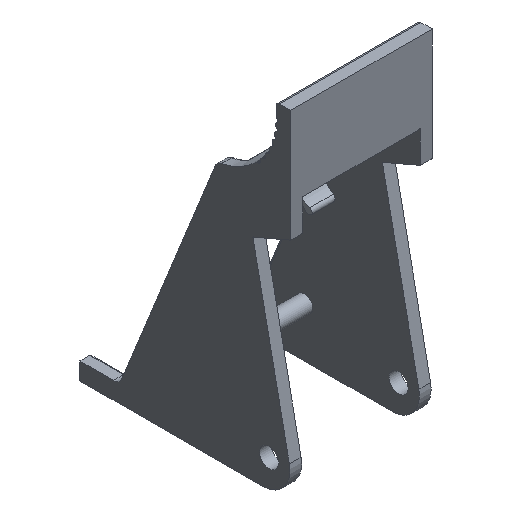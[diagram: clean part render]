
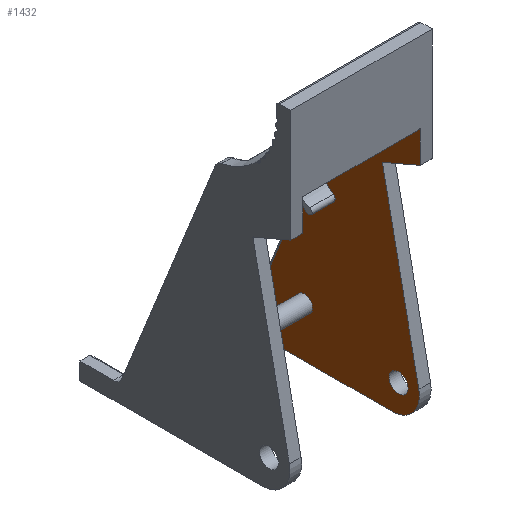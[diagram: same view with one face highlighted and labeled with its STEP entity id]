
A CAD part, isometric view. The second image highlights one B-rep face of the part: STEP entity #1432.
In plain terms, the highlighted planar face has unit normal (-1, 0, 0).
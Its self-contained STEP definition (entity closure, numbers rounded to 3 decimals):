
#26=FACE_BOUND('',#179,.T.);
#27=FACE_BOUND('',#180,.T.);
#51=PLANE('',#1599);
#97=FACE_OUTER_BOUND('',#178,.T.);
#178=EDGE_LOOP('',(#1159,#1160,#1161,#1162,#1163,#1164,#1165,#1166,#1167,
#1168,#1169,#1170,#1171,#1172));
#179=EDGE_LOOP('',(#1173));
#180=EDGE_LOOP('',(#1174));
#233=CIRCLE('',#1509,3.);
#301=CIRCLE('',#1600,0.6);
#302=CIRCLE('',#1601,7.7);
#303=CIRCLE('',#1602,0.8);
#304=CIRCLE('',#1603,1.2);
#305=CIRCLE('',#1604,0.9);
#306=CIRCLE('',#1605,1.05);
#335=LINE('',#2199,#441);
#358=LINE('',#2258,#464);
#365=LINE('',#2272,#471);
#371=LINE('',#2284,#477);
#379=LINE('',#2308,#485);
#385=LINE('',#2320,#491);
#422=LINE('',#2509,#528);
#423=LINE('',#2512,#529);
#424=LINE('',#2513,#530);
#441=VECTOR('',#1715,1.);
#464=VECTOR('',#1758,1.);
#471=VECTOR('',#1767,1.);
#477=VECTOR('',#1777,1.);
#485=VECTOR('',#1801,1.);
#491=VECTOR('',#1811,1.);
#528=VECTOR('',#2020,1.);
#529=VECTOR('',#2023,1.);
#530=VECTOR('',#2024,1.);
#564=VERTEX_POINT('',#2196);
#565=VERTEX_POINT('',#2198);
#591=VERTEX_POINT('',#2257);
#597=VERTEX_POINT('',#2271);
#601=VERTEX_POINT('',#2283);
#605=VERTEX_POINT('',#2295);
#609=VERTEX_POINT('',#2307);
#613=VERTEX_POINT('',#2319);
#675=VERTEX_POINT('',#2501);
#676=VERTEX_POINT('',#2502);
#677=VERTEX_POINT('',#2504);
#678=VERTEX_POINT('',#2506);
#679=VERTEX_POINT('',#2508);
#680=VERTEX_POINT('',#2510);
#681=VERTEX_POINT('',#2514);
#682=VERTEX_POINT('',#2516);
#715=EDGE_CURVE('',#564,#565,#335,.T.);
#742=EDGE_CURVE('',#565,#591,#358,.T.);
#749=EDGE_CURVE('',#597,#591,#365,.T.);
#755=EDGE_CURVE('',#601,#597,#371,.T.);
#761=EDGE_CURVE('',#605,#601,#233,.T.);
#767=EDGE_CURVE('',#609,#605,#379,.T.);
#773=EDGE_CURVE('',#609,#613,#385,.T.);
#874=EDGE_CURVE('',#675,#676,#301,.T.);
#875=EDGE_CURVE('',#676,#677,#302,.T.);
#876=EDGE_CURVE('',#677,#678,#303,.T.);
#877=EDGE_CURVE('',#678,#679,#422,.T.);
#878=EDGE_CURVE('',#679,#680,#304,.T.);
#879=EDGE_CURVE('',#680,#613,#423,.T.);
#880=EDGE_CURVE('',#564,#675,#424,.T.);
#881=EDGE_CURVE('',#681,#681,#305,.T.);
#882=EDGE_CURVE('',#682,#682,#306,.T.);
#1159=ORIENTED_EDGE('',*,*,#874,.T.);
#1160=ORIENTED_EDGE('',*,*,#875,.T.);
#1161=ORIENTED_EDGE('',*,*,#876,.T.);
#1162=ORIENTED_EDGE('',*,*,#877,.T.);
#1163=ORIENTED_EDGE('',*,*,#878,.T.);
#1164=ORIENTED_EDGE('',*,*,#879,.T.);
#1165=ORIENTED_EDGE('',*,*,#773,.F.);
#1166=ORIENTED_EDGE('',*,*,#767,.T.);
#1167=ORIENTED_EDGE('',*,*,#761,.T.);
#1168=ORIENTED_EDGE('',*,*,#755,.T.);
#1169=ORIENTED_EDGE('',*,*,#749,.T.);
#1170=ORIENTED_EDGE('',*,*,#742,.F.);
#1171=ORIENTED_EDGE('',*,*,#715,.F.);
#1172=ORIENTED_EDGE('',*,*,#880,.T.);
#1173=ORIENTED_EDGE('',*,*,#881,.F.);
#1174=ORIENTED_EDGE('',*,*,#882,.F.);
#1432=ADVANCED_FACE('',(#97,#26,#27),#51,.T.);
#1509=AXIS2_PLACEMENT_3D('',#2296,#1787,#1788);
#1599=AXIS2_PLACEMENT_3D('',#2500,#2012,#2013);
#1600=AXIS2_PLACEMENT_3D('',#2503,#2014,#2015);
#1601=AXIS2_PLACEMENT_3D('',#2505,#2016,#2017);
#1602=AXIS2_PLACEMENT_3D('',#2507,#2018,#2019);
#1603=AXIS2_PLACEMENT_3D('',#2511,#2021,#2022);
#1604=AXIS2_PLACEMENT_3D('',#2515,#2025,#2026);
#1605=AXIS2_PLACEMENT_3D('',#2517,#2027,#2028);
#1715=DIRECTION('',(0.,-1.,0.001));
#1758=DIRECTION('',(0.,-0.001,-1.));
#1767=DIRECTION('',(0.,-0.919,0.395));
#1777=DIRECTION('',(0.,0.2,0.98));
#1787=DIRECTION('center_axis',(-1.,0.,0.));
#1788=DIRECTION('ref_axis',(0.,0.001,1.));
#1801=DIRECTION('',(0.,-1.,0.001));
#1811=DIRECTION('',(0.,0.001,1.));
#2012=DIRECTION('center_axis',(-1.,0.,0.));
#2013=DIRECTION('ref_axis',(0.,0.001,1.));
#2014=DIRECTION('center_axis',(1.,0.,0.));
#2015=DIRECTION('ref_axis',(0.,0.001,1.));
#2016=DIRECTION('center_axis',(1.,0.,0.));
#2017=DIRECTION('ref_axis',(0.,0.001,1.));
#2018=DIRECTION('center_axis',(-1.,0.,0.));
#2019=DIRECTION('ref_axis',(0.,0.001,1.));
#2020=DIRECTION('',(0.,0.374,-0.927));
#2021=DIRECTION('center_axis',(1.,0.,0.));
#2022=DIRECTION('ref_axis',(0.,0.001,1.));
#2023=DIRECTION('',(0.,1.,-0.001));
#2024=DIRECTION('',(0.,0.001,1.));
#2025=DIRECTION('center_axis',(-1.,0.,0.));
#2026=DIRECTION('ref_axis',(0.,0.001,1.));
#2027=DIRECTION('center_axis',(-1.,0.,0.));
#2028=DIRECTION('ref_axis',(0.,0.001,1.));
#2196=CARTESIAN_POINT('',(14.3,-7.011,28.605));
#2198=CARTESIAN_POINT('',(14.3,-13.211,28.609));
#2199=CARTESIAN_POINT('',(14.3,16.789,28.588));
#2257=CARTESIAN_POINT('',(14.3,-13.214,25.109));
#2258=CARTESIAN_POINT('',(14.3,-13.211,28.609));
#2271=CARTESIAN_POINT('',(14.3,-9.015,23.306));
#2272=CARTESIAN_POINT('',(14.3,-9.015,23.306));
#2283=CARTESIAN_POINT('',(14.3,-13.037,3.607));
#2284=CARTESIAN_POINT('',(14.3,-13.037,3.607));
#2295=CARTESIAN_POINT('',(14.3,-10.1,0.007));
#2296=CARTESIAN_POINT('Origin',(14.3,-10.098,3.007));
#2307=CARTESIAN_POINT('',(14.3,10.1,-0.007));
#2308=CARTESIAN_POINT('',(14.3,10.1,-0.007));
#2319=CARTESIAN_POINT('',(14.3,10.101,1.693));
#2320=CARTESIAN_POINT('',(14.3,10.1,-0.007));
#2500=CARTESIAN_POINT('Origin',(14.3,16.789,28.588));
#2501=CARTESIAN_POINT('',(14.3,-7.011,28.665));
#2502=CARTESIAN_POINT('',(14.3,-7.039,28.846));
#2503=CARTESIAN_POINT('Origin',(14.3,-7.611,28.666));
#2504=CARTESIAN_POINT('',(14.3,-5.591,28.404));
#2505=CARTESIAN_POINT('Origin',(14.3,-4.075,35.953));
#2506=CARTESIAN_POINT('',(14.3,-5.007,27.918));
#2507=CARTESIAN_POINT('Origin',(14.3,-5.749,27.619));
#2508=CARTESIAN_POINT('',(14.3,5.264,2.447));
#2509=CARTESIAN_POINT('',(14.3,-2.191,20.935));
#2510=CARTESIAN_POINT('',(14.3,6.376,1.696));
#2511=CARTESIAN_POINT('Origin',(14.3,6.377,2.896));
#2512=CARTESIAN_POINT('',(14.3,16.77,1.688));
#2513=CARTESIAN_POINT('',(14.3,-7.026,7.505));
#2514=CARTESIAN_POINT('',(14.3,-0.396,6.4));
#2515=CARTESIAN_POINT('Origin',(14.3,-0.396,5.5));
#2516=CARTESIAN_POINT('',(14.3,-10.797,4.158));
#2517=CARTESIAN_POINT('Origin',(14.3,-10.798,3.108));
